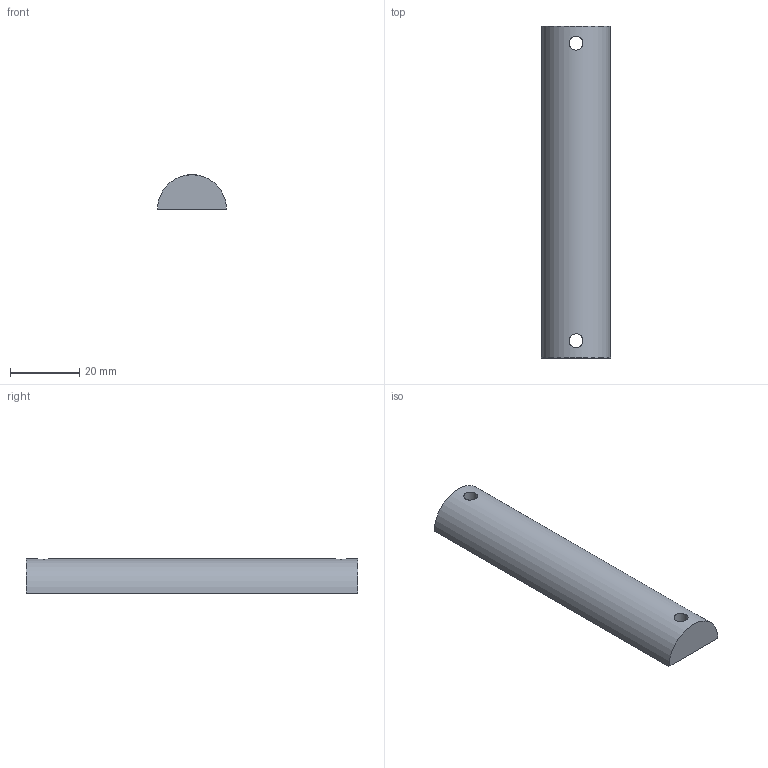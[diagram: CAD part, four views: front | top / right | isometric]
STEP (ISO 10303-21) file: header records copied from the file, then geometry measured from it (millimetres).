
FILE_DESCRIPTION(/* description */ (''),/* implementation_level */ '2;1');
FILE_NAME(/* name */ 'Shaker Fixture v1.step',/* time_stamp */ '2022-03-25T20:17:39-04:00',/* author */ (''),/* organization */ (''),/* preprocessor_version */ 'ST-DEVELOPER v18.1',/* originating_system */ 'Autodesk Translation Framework v10.13.0.1454',/* authorisation */ '');
FILE_SCHEMA (('AUTOMOTIVE_DESIGN { 1 0 10303 214 3 1 1 }'));
Length unit declared in the file: millimetre
Products named in the file (1): Shaker Fixture
Bounding box: 20 x 96.2 x 10 mm (x, y, z)
Volume: 14861 mm3; surface area: 5458.8 mm2
Topology: 1 solids, 1 shells, 6 faces, 14 edges, 10 vertices
Faces by surface type: cylinder 3, plane 3
Full cylindrical faces by diameter (mm): 4 x2
Entity records: 279 total; most frequent: CARTESIAN_POINT 99, ORIENTED_EDGE 28, DIRECTION 28, EDGE_CURVE 14, AXIS2_PLACEMENT_3D 11, EDGE_LOOP 10, VERTEX_POINT 10, FACE_OUTER_BOUND 6
